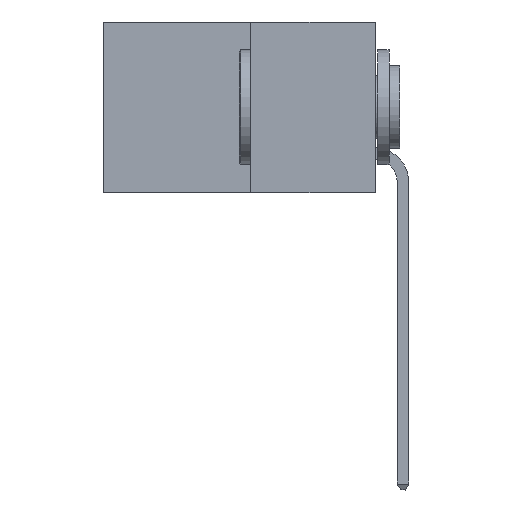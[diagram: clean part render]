
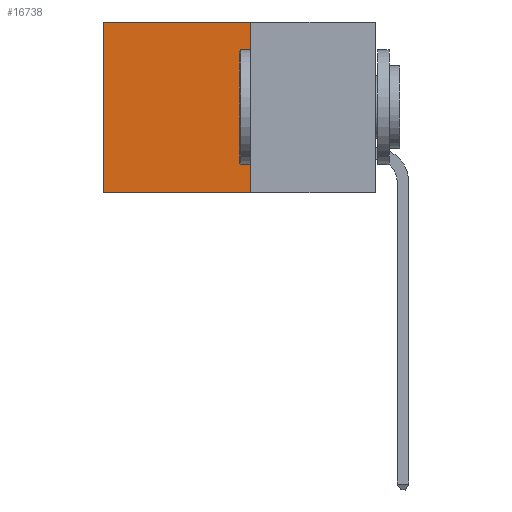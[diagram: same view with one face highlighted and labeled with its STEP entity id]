
A CAD part, left-side view. The second image highlights one B-rep face of the part: STEP entity #16738.
In plain terms, the highlighted planar face has unit normal (-1, 0, 0).
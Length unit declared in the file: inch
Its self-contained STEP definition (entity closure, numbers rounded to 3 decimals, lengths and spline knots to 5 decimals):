
#1697 = EDGE_LOOP ( 'NONE', ( #16891, #11950, #18857, #19793 ) ) ;
#3256 = AXIS2_PLACEMENT_3D ( 'NONE', #17642, #19203, #10040 ) ;
#3486 = LINE ( 'NONE', #6506, #19006 ) ;
#3813 = LINE ( 'NONE', #12294, #7521 ) ;
#4207 = EDGE_CURVE ( 'NONE', #7032, #16925, #17138, .T. ) ;
#4453 = EDGE_CURVE ( 'NONE', #16925, #14758, #3486, .T. ) ;
#5268 = VERTEX_POINT ( 'NONE', #13800 ) ;
#5313 = PLANE ( 'NONE',  #3256 ) ;
#5884 = CARTESIAN_POINT ( 'NONE',  ( 0.277, 0.59, -0.37 ) ) ;
#6456 = DIRECTION ( 'NONE',  ( 0., 1., 0. ) ) ;
#6506 = CARTESIAN_POINT ( 'NONE',  ( 0.277, 0.27, -0.37 ) ) ;
#7032 = VERTEX_POINT ( 'NONE', #9232 ) ;
#7131 = CARTESIAN_POINT ( 'NONE',  ( 0.277, 0.27, 0. ) ) ;
#7254 = DIRECTION ( 'NONE',  ( 0., 1., 0. ) ) ;
#7266 = EDGE_CURVE ( 'NONE', #7032, #5268, #8446, .T. ) ;
#7445 = VECTOR ( 'NONE', #7254, 39.37008 ) ;
#7521 = VECTOR ( 'NONE', #10772, 39.37008 ) ;
#8446 = LINE ( 'NONE', #7131, #7445 ) ;
#9232 = CARTESIAN_POINT ( 'NONE',  ( 0.277, 0.27, 0. ) ) ;
#9373 = CARTESIAN_POINT ( 'NONE',  ( 0.277, 0.27, -0.37 ) ) ;
#9483 = DIRECTION ( 'NONE',  ( 0., 0., -1. ) ) ;
#10040 = DIRECTION ( 'NONE',  ( 0., 0., -1. ) ) ;
#10512 = CARTESIAN_POINT ( 'NONE',  ( 0.277, 0.27, -0.37 ) ) ;
#10772 = DIRECTION ( 'NONE',  ( 0., 0., -1. ) ) ;
#11950 = ORIENTED_EDGE ( 'NONE', *, *, #4453, .F. ) ;
#12294 = CARTESIAN_POINT ( 'NONE',  ( 0.277, 0.59, -0.37 ) ) ;
#12807 = EDGE_CURVE ( 'NONE', #5268, #14758, #3813, .T. ) ;
#13087 = VECTOR ( 'NONE', #9483, 39.37008 ) ;
#13800 = CARTESIAN_POINT ( 'NONE',  ( 0.277, 0.59, 0. ) ) ;
#14758 = VERTEX_POINT ( 'NONE', #5884 ) ;
#16738 = ADVANCED_FACE ( 'NONE', ( #17528 ), #5313, .F. ) ;
#16891 = ORIENTED_EDGE ( 'NONE', *, *, #12807, .T. ) ;
#16925 = VERTEX_POINT ( 'NONE', #10512 ) ;
#17138 = LINE ( 'NONE', #9373, #13087 ) ;
#17528 = FACE_OUTER_BOUND ( 'NONE', #1697, .T. ) ;
#17642 = CARTESIAN_POINT ( 'NONE',  ( 0.277, 0.27, -0.37 ) ) ;
#18857 = ORIENTED_EDGE ( 'NONE', *, *, #4207, .F. ) ;
#19006 = VECTOR ( 'NONE', #6456, 39.37008 ) ;
#19203 = DIRECTION ( 'NONE',  ( 1., 0., 0. ) ) ;
#19793 = ORIENTED_EDGE ( 'NONE', *, *, #7266, .T. ) ;
